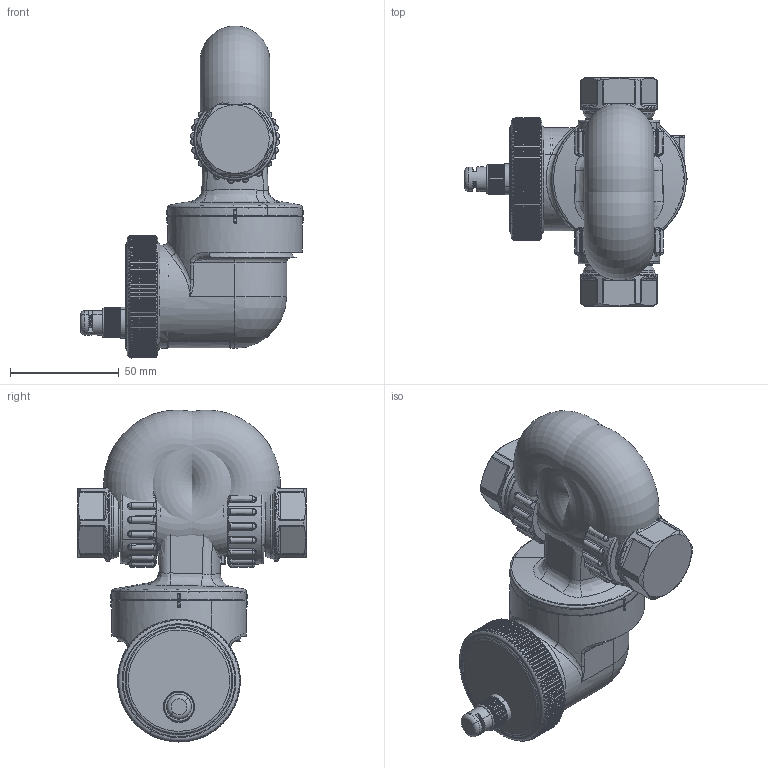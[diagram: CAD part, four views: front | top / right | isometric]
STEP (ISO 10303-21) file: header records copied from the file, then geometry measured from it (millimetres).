
FILE_DESCRIPTION((''),'2;1');
FILE_NAME('551805_ALLCATPART_SW0001','2017-07-14T',('sparenzan'),(''),'CREO PARAMETRIC BY PTC INC, 2016050','CREO PARAMETRIC BY PTC INC, 2016050','');
FILE_SCHEMA(('CONFIG_CONTROL_DESIGN'));
Products named in the file (1): 551805_ALLCATPART_SW0001
Bounding box: 102.45 x 105 x 152.69 mm (x, y, z)
Surface area: 86444.9 mm2 (no closed solid volume)
Topology: 0 solids, 0 shells, 1426 faces, 7862 edges, 7740 vertices
Faces by surface type: bspline 1280, torus 126, sphere 20
Entity records: 149862 total; most frequent: CARTESIAN_POINT 90007, DIRECTION 7704, DEFINITIONAL_REPRESENTATION 7648, PCURVE 7648, COMPOSITE_CURVE_SEGMENT 7648, TRIMMED_CURVE 6600, VECTOR 5788, LINE 5788
